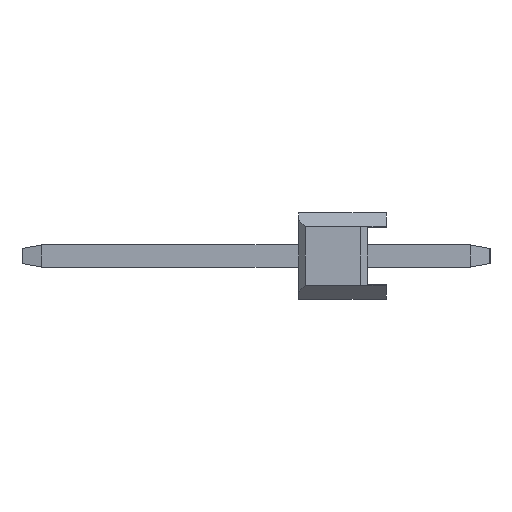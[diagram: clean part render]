
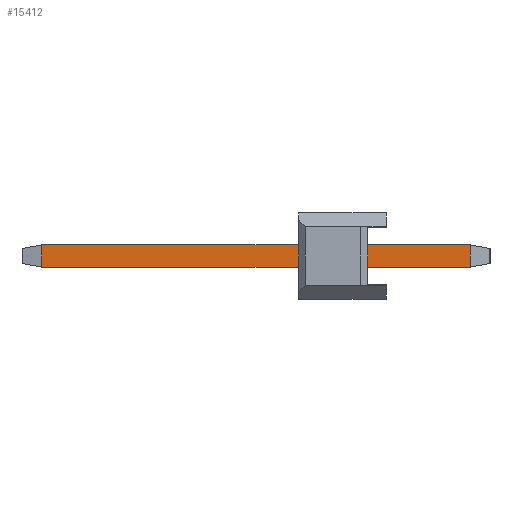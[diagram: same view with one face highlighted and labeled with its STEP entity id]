
A CAD part, left-side view. The second image highlights one B-rep face of the part: STEP entity #15412.
In plain terms, the highlighted planar face has unit normal (-1, 0, 0).
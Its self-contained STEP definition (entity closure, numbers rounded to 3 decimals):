
#232 = VERTEX_POINT ( 'NONE', #17678 ) ;
#627 = VECTOR ( 'NONE', #15851, 1000. ) ;
#717 = ORIENTED_EDGE ( 'NONE', *, *, #7405, .T. ) ;
#731 = FACE_OUTER_BOUND ( 'NONE', #6962, .T. ) ;
#1503 = VECTOR ( 'NONE', #10386, 1000. ) ;
#2680 = DIRECTION ( 'NONE',  ( 0., 0., 1. ) ) ;
#3073 = CARTESIAN_POINT ( 'NONE',  ( -0.32, 9.973, 0.32 ) ) ;
#3082 = EDGE_CURVE ( 'NONE', #14803, #3910, #13533, .T. ) ;
#3094 = LINE ( 'NONE', #9470, #627 ) ;
#3847 = ORIENTED_EDGE ( 'NONE', *, *, #16366, .F. ) ;
#3910 = VERTEX_POINT ( 'NONE', #18810 ) ;
#4016 = CARTESIAN_POINT ( 'NONE',  ( -0.32, 10.54, 0.32 ) ) ;
#4187 = AXIS2_PLACEMENT_3D ( 'NONE', #13482, #19871, #5534 ) ;
#5534 = DIRECTION ( 'NONE',  ( 0., 0., -1. ) ) ;
#5585 = DIRECTION ( 'NONE',  ( 0., 0., -1. ) ) ;
#5864 = VECTOR ( 'NONE', #2680, 1000. ) ;
#6962 = EDGE_LOOP ( 'NONE', ( #717, #16777, #3847, #11957 ) ) ;
#7105 = PLANE ( 'NONE',  #4187 ) ;
#7405 = EDGE_CURVE ( 'NONE', #3910, #10220, #3094, .T. ) ;
#9470 = CARTESIAN_POINT ( 'NONE',  ( -0.32, 10.54, -0.32 ) ) ;
#10220 = VERTEX_POINT ( 'NONE', #16930 ) ;
#10386 = DIRECTION ( 'NONE',  ( 0., -1., 0. ) ) ;
#10623 = LINE ( 'NONE', #17015, #5864 ) ;
#10960 = VECTOR ( 'NONE', #5585, 1000. ) ;
#11957 = ORIENTED_EDGE ( 'NONE', *, *, #3082, .T. ) ;
#13482 = CARTESIAN_POINT ( 'NONE',  ( -0.32, 10.54, 0.32 ) ) ;
#13533 = LINE ( 'NONE', #19921, #10960 ) ;
#14803 = VERTEX_POINT ( 'NONE', #3073 ) ;
#15412 = ADVANCED_FACE ( 'NONE', ( #731 ), #7105, .F. ) ;
#15851 = DIRECTION ( 'NONE',  ( 0., -1., 0. ) ) ;
#16012 = EDGE_CURVE ( 'NONE', #10220, #232, #10623, .T. ) ;
#16366 = EDGE_CURVE ( 'NONE', #14803, #232, #18351, .T. ) ;
#16777 = ORIENTED_EDGE ( 'NONE', *, *, #16012, .T. ) ;
#16930 = CARTESIAN_POINT ( 'NONE',  ( -0.32, -2.433, -0.32 ) ) ;
#17015 = CARTESIAN_POINT ( 'NONE',  ( -0.32, -2.433, 0.32 ) ) ;
#17678 = CARTESIAN_POINT ( 'NONE',  ( -0.32, -2.433, 0.32 ) ) ;
#18351 = LINE ( 'NONE', #4016, #1503 ) ;
#18810 = CARTESIAN_POINT ( 'NONE',  ( -0.32, 9.973, -0.32 ) ) ;
#19871 = DIRECTION ( 'NONE',  ( 1., 0., 0. ) ) ;
#19921 = CARTESIAN_POINT ( 'NONE',  ( -0.32, 9.973, -0.32 ) ) ;
